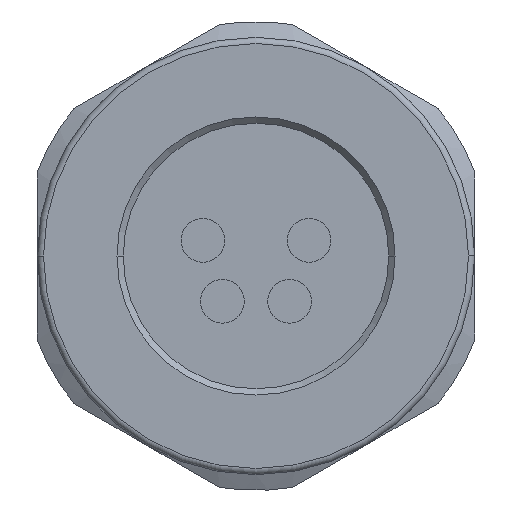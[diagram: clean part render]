
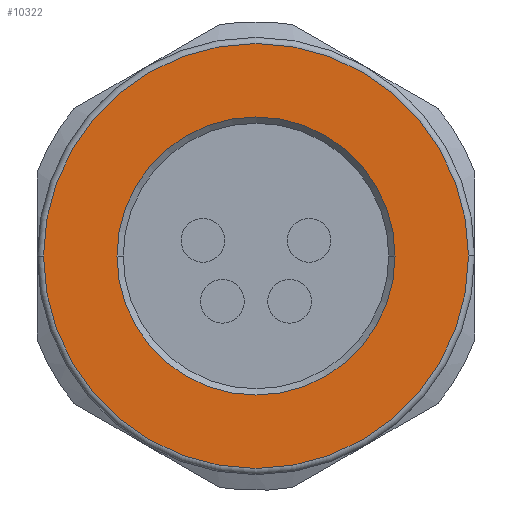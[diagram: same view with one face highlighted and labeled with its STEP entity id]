
A CAD part, front view. The second image highlights one B-rep face of the part: STEP entity #10322.
In plain terms, the highlighted planar face has unit normal (0, -1, 0).
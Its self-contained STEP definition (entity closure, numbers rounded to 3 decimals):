
#2086=CARTESIAN_POINT('',(0.,-7.25,0.));
#2087=DIRECTION('',(0.,1.,0.));
#2088=DIRECTION('',(1.,0.,0.));
#2089=AXIS2_PLACEMENT_3D('',#2086,#2087,#2088);
#2091=CARTESIAN_POINT('',(0.,-7.25,0.));
#2092=DIRECTION('',(0.,1.,0.));
#2093=DIRECTION('',(-1.,0.,0.));
#2094=AXIS2_PLACEMENT_3D('',#2091,#2092,#2093);
#2096=CARTESIAN_POINT('',(0.,-7.25,0.));
#2097=DIRECTION('',(0.,1.,0.));
#2098=DIRECTION('',(1.,0.,0.));
#2099=AXIS2_PLACEMENT_3D('',#2096,#2097,#2098);
#2101=CARTESIAN_POINT('',(0.,-7.25,0.));
#2102=DIRECTION('',(0.,1.,0.));
#2103=DIRECTION('',(-1.,0.,0.));
#2104=AXIS2_PLACEMENT_3D('',#2101,#2102,#2103);
#7419=CARTESIAN_POINT('',(6.8,-7.25,0.));
#7420=CARTESIAN_POINT('',(-6.8,-7.25,0.));
#7421=VERTEX_POINT('',#7419);
#7422=VERTEX_POINT('',#7420);
#7423=CARTESIAN_POINT('',(4.45,-7.25,0.));
#7424=CARTESIAN_POINT('',(-4.45,-7.25,0.));
#7425=VERTEX_POINT('',#7423);
#7426=VERTEX_POINT('',#7424);
#10307=CARTESIAN_POINT('',(0.,-7.25,0.));
#10308=DIRECTION('',(0.,1.,0.));
#10309=DIRECTION('',(1.,0.,0.));
#10310=AXIS2_PLACEMENT_3D('',#10307,#10308,#10309);
#10311=PLANE('',#10310);
#10312=ORIENTED_EDGE('',*,*,#10287,.T.);
#10313=ORIENTED_EDGE('',*,*,#10301,.T.);
#10314=EDGE_LOOP('',(#10312,#10313));
#10315=FACE_OUTER_BOUND('',#10314,.F.);
#10317=ORIENTED_EDGE('',*,*,#10316,.F.);
#10319=ORIENTED_EDGE('',*,*,#10318,.F.);
#10320=EDGE_LOOP('',(#10317,#10319));
#10321=FACE_BOUND('',#10320,.F.);
#2090=CIRCLE('',#2089,6.8);
#2095=CIRCLE('',#2094,6.8);
#2100=CIRCLE('',#2099,4.45);
#2105=CIRCLE('',#2104,4.45);
#10287=EDGE_CURVE('',#7421,#7422,#2090,.T.);
#10301=EDGE_CURVE('',#7422,#7421,#2095,.T.);
#10316=EDGE_CURVE('',#7425,#7426,#2100,.T.);
#10318=EDGE_CURVE('',#7426,#7425,#2105,.T.);
#10322=ADVANCED_FACE('',(#10315,#10321),#10311,.F.);
